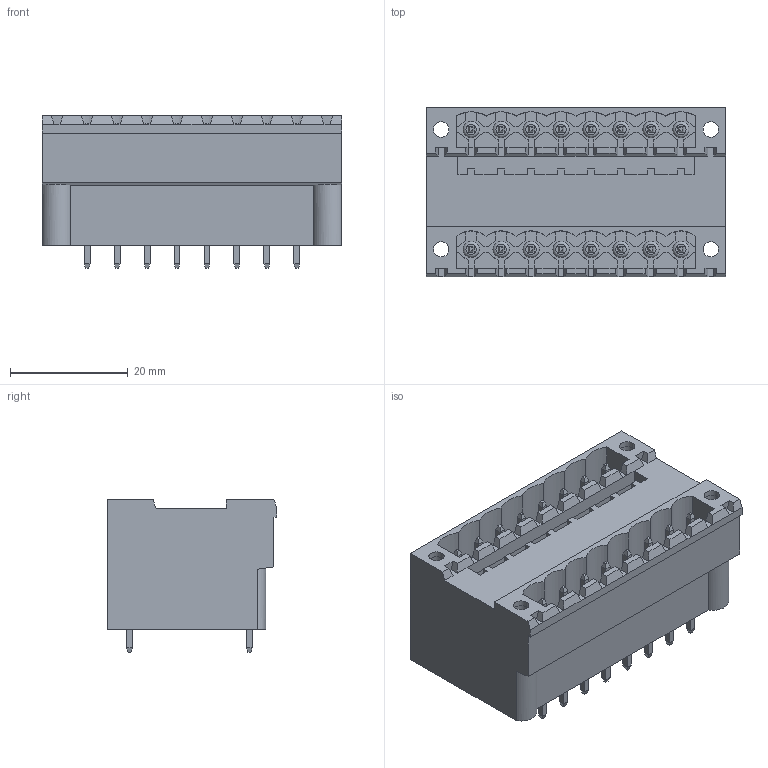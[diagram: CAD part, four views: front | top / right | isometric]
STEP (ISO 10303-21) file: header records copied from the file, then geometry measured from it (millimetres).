
FILE_DESCRIPTION( ( 'Unknown' ), '1' );
FILE_NAME( '691334500016.stp', 'Unknown', ( 'Unknown' ), ( 'Unknown' ), 'PSStep 15.0.49', 'Unknown', ' ' );
FILE_SCHEMA( ( 'AUTOMOTIVE_DESIGN { 1 0 10303 214 1 1 1 1 }' ) );
Length unit declared in the file: millimetre
Products named in the file (5): Assem1; 6913345000xx_PIN; 691333500016; 6913335000xx_INSERT; 691333500016_CAPOT
Assembly tree (22 placements, depth 2):
  Assem1
    6913345000xx_PIN  x16
    691333500016
    6913335000xx_INSERT  x4
    691333500016_CAPOT
Bounding box: 50.8 x 28.8 x 25.9 mm (x, y, z)
Volume: 10914.7 mm3; surface area: 21031.3 mm2
Topology: 22 solids, 22 shells, 1264 faces, 3366 edges, 2182 vertices
Faces by surface type: plane 1156, cylinder 84, torus 24
Full cylindrical faces by diameter (mm): 1.7 x14, 2.6 x8, 2.75 x16
Entity records: 40658 total; most frequent: CARTESIAN_POINT 5968, ORIENTED_EDGE 5596, DIRECTION 5086, EDGE_CURVE 2798, LINE 2574, VECTOR 2574, VERTEX_POINT 1874, AXIS2_PLACEMENT_3D 1256
